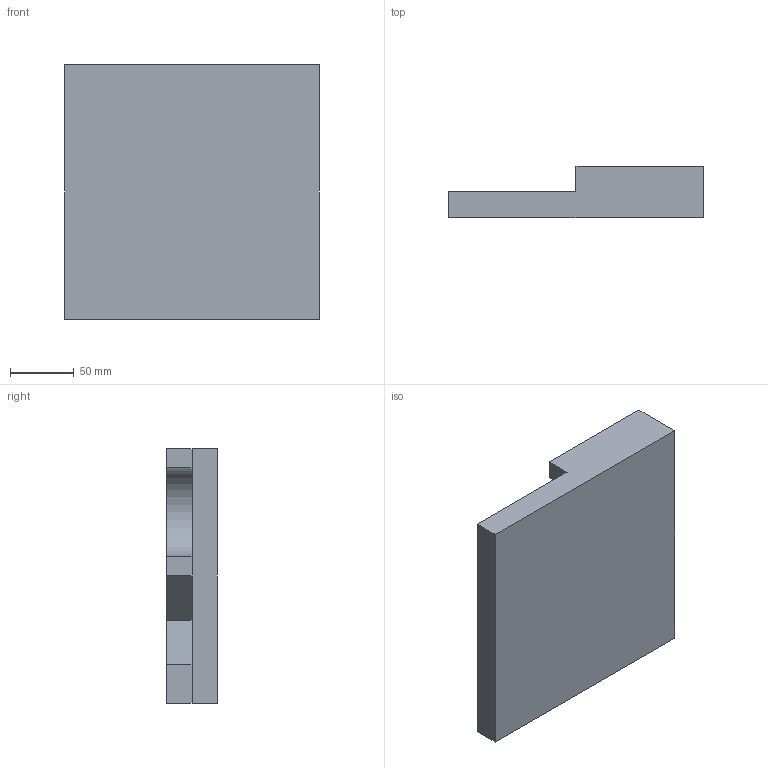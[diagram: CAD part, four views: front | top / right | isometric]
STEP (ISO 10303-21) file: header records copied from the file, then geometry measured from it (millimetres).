
FILE_DESCRIPTION (( 'STEP AP214' ), '1' );
FILE_NAME ('Task1_Part1.STEP', '2020-04-23T11:43:07', ( '' ), ( '' ), 'SwSTEP 2.0', 'SolidWorks 2019', '' );
FILE_SCHEMA (( 'AUTOMOTIVE_DESIGN' ));
Length unit declared in the file: millimetre
Products named in the file (1): Task1_Part1
Bounding box: 200 x 40 x 200 mm (x, y, z)
Volume: 1119515.5 mm3; surface area: 110177.6 mm2
Topology: 1 solids, 1 shells, 13 faces, 33 edges, 22 vertices
Faces by surface type: plane 12, cylinder 1
Entity records: 423 total; most frequent: CARTESIAN_POINT 69, ORIENTED_EDGE 66, DIRECTION 63, EDGE_CURVE 33, LINE 31, VECTOR 31, VERTEX_POINT 22, AXIS2_PLACEMENT_3D 16
